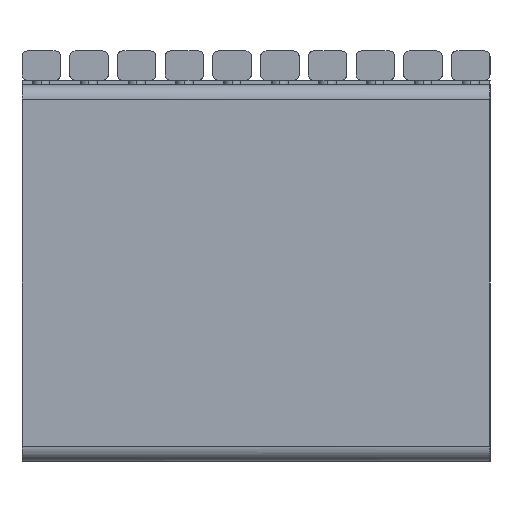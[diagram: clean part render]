
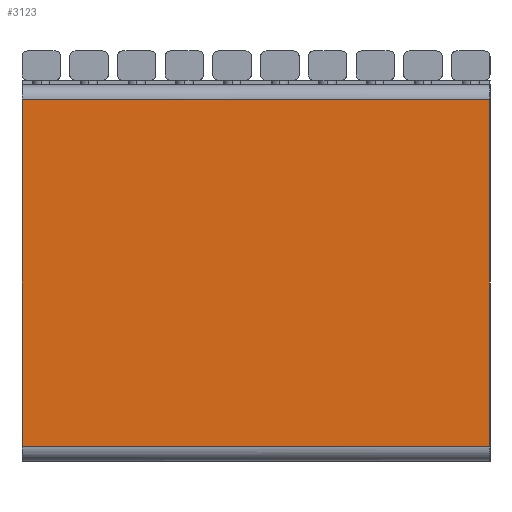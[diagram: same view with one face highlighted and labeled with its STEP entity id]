
A CAD part, left-side view. The second image highlights one B-rep face of the part: STEP entity #3123.
In plain terms, the highlighted planar face has unit normal (-1, 0, 0).
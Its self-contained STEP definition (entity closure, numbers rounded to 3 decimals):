
#1161=B_SPLINE_CURVE_WITH_KNOTS('',1,(#31702,#31703),.UNSPECIFIED.,.F.,
 .F.,(2,2),(-94.5,283.5),.UNSPECIFIED.);
#1163=B_SPLINE_CURVE_WITH_KNOTS('',1,(#31706,#31707),.UNSPECIFIED.,.F.,
 .F.,(2,2),(0.,378.),.UNSPECIFIED.);
#1175=B_SPLINE_CURVE_WITH_KNOTS('',1,(#31898,#31899),.UNSPECIFIED.,.F.,
 .F.,(2,2),(0.,510.),.UNSPECIFIED.);
#3123=ADVANCED_FACE('',(#4199),#17749,.T.);
#4199=FACE_OUTER_BOUND('',#5407,.T.);
#5407=EDGE_LOOP('',(#10295,#10296,#10297,#10298));
#10295=ORIENTED_EDGE('',*,*,#13155,.T.);
#10296=ORIENTED_EDGE('',*,*,#13212,.F.);
#10297=ORIENTED_EDGE('',*,*,#13153,.F.);
#10298=ORIENTED_EDGE('',*,*,#13209,.F.);
#13153=EDGE_CURVE('',#16510,#16511,#1161,.T.);
#13155=EDGE_CURVE('',#16514,#16513,#1163,.T.);
#13209=EDGE_CURVE('',#16514,#16510,#14835,.T.);
#13212=EDGE_CURVE('',#16511,#16513,#1175,.T.);
#14835=(
BOUNDED_CURVE()
B_SPLINE_CURVE(1,(#31890,#31891),.UNSPECIFIED.,.F.,.F.)
B_SPLINE_CURVE_WITH_KNOTS((2,2),(0.,31.875),
 .UNSPECIFIED.)
CURVE()
GEOMETRIC_REPRESENTATION_ITEM()
RATIONAL_B_SPLINE_CURVE((1.,1.))
REPRESENTATION_ITEM('')
);
#16510=VERTEX_POINT('',#31618);
#16511=VERTEX_POINT('',#31619);
#16513=VERTEX_POINT('',#31621);
#16514=VERTEX_POINT('',#31622);
#17749=PLANE('',#18463);
#18463=AXIS2_PLACEMENT_3D('',#31459,#19160,$);
#19160=DIRECTION('',(-1.,0.,0.));
#31459=CARTESIAN_POINT('',(0.,-0.001,15.999));
#31618=CARTESIAN_POINT('',(0.,510.,16.));
#31619=CARTESIAN_POINT('',(0.,510.,394.));
#31621=CARTESIAN_POINT('',(0.,0.,394.));
#31622=CARTESIAN_POINT('',(0.,0.,16.));
#31702=CARTESIAN_POINT('',(0.,510.,16.));
#31703=CARTESIAN_POINT('',(0.,510.,394.));
#31706=CARTESIAN_POINT('',(0.,0.,16.));
#31707=CARTESIAN_POINT('',(0.,0.,394.));
#31890=CARTESIAN_POINT('',(0.,0.,16.));
#31891=CARTESIAN_POINT('',(0.,510.,16.));
#31898=CARTESIAN_POINT('',(0.,510.,394.));
#31899=CARTESIAN_POINT('',(0.,0.,394.));
